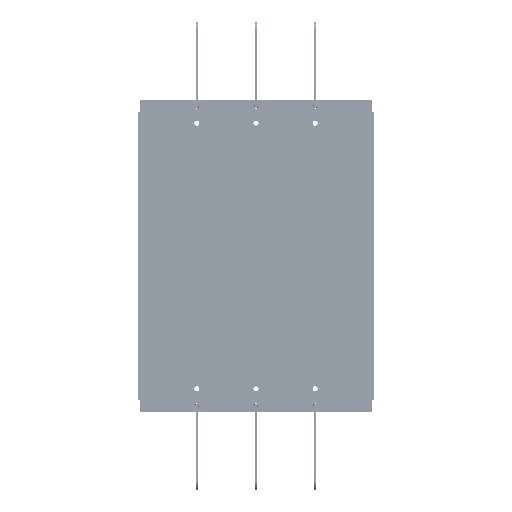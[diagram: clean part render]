
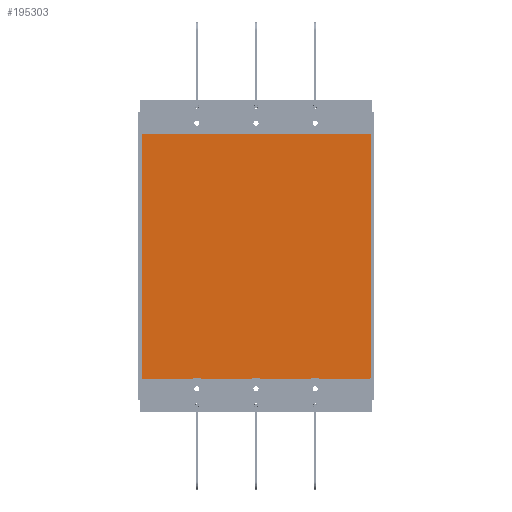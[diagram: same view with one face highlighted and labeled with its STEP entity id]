
A CAD part, front view. The second image highlights one B-rep face of the part: STEP entity #195303.
In plain terms, the highlighted face is planar.
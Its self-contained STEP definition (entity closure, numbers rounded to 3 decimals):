
#195224=DIRECTION('',(0.,-1.,0.));
#195225=VECTOR('',#195224,289.);
#195226=CARTESIAN_POINT('',(-135.5,144.5,0.));
#195227=LINE('',#195226,#195225);
#195228=DIRECTION('',(1.,0.,0.));
#195229=VECTOR('',#195228,271.);
#195230=CARTESIAN_POINT('',(-135.5,-144.5,0.));
#195231=LINE('',#195230,#195229);
#195232=DIRECTION('',(0.,1.,0.));
#195233=VECTOR('',#195232,289.);
#195234=CARTESIAN_POINT('',(135.5,-144.5,0.));
#195235=LINE('',#195234,#195233);
#195236=DIRECTION('',(-1.,0.,0.));
#195237=VECTOR('',#195236,271.);
#195238=CARTESIAN_POINT('',(135.5,144.5,0.));
#195239=LINE('',#195238,#195237);
#195272=CARTESIAN_POINT('',(-135.5,144.5,0.));
#195273=CARTESIAN_POINT('',(-135.5,-144.5,0.));
#195274=VERTEX_POINT('',#195272);
#195275=VERTEX_POINT('',#195273);
#195276=CARTESIAN_POINT('',(135.5,-144.5,0.));
#195277=VERTEX_POINT('',#195276);
#195278=CARTESIAN_POINT('',(135.5,144.5,0.));
#195279=VERTEX_POINT('',#195278);
#195288=CARTESIAN_POINT('',(0.,0.,0.));
#195289=DIRECTION('',(0.,0.,1.));
#195290=DIRECTION('',(1.,0.,0.));
#195291=AXIS2_PLACEMENT_3D('',#195288,#195289,#195290);
#195292=PLANE('',#195291);
#195294=ORIENTED_EDGE('',*,*,#195293,.T.);
#195296=ORIENTED_EDGE('',*,*,#195295,.T.);
#195298=ORIENTED_EDGE('',*,*,#195297,.T.);
#195300=ORIENTED_EDGE('',*,*,#195299,.T.);
#195301=EDGE_LOOP('',(#195294,#195296,#195298,#195300));
#195302=FACE_OUTER_BOUND('',#195301,.F.);
#195303=ADVANCED_FACE('',(#195302),#195292,.F.);
#195293=EDGE_CURVE('',#195274,#195275,#195227,.T.);
#195295=EDGE_CURVE('',#195275,#195277,#195231,.T.);
#195297=EDGE_CURVE('',#195277,#195279,#195235,.T.);
#195299=EDGE_CURVE('',#195279,#195274,#195239,.T.);
